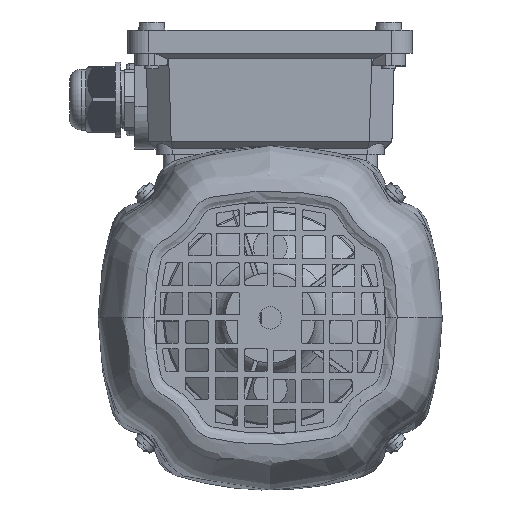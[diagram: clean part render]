
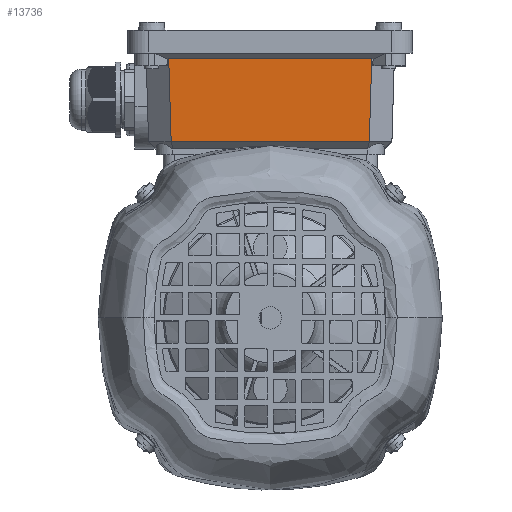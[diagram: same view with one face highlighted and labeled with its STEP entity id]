
A CAD part, top view. The second image highlights one B-rep face of the part: STEP entity #13736.
In plain terms, the highlighted planar face has unit normal (0, -0.029, 1).
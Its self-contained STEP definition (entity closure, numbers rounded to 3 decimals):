
#1476=PLANE('',#52838);
#3386=FACE_OUTER_BOUND('',#19932,.T.);
#6326=LINE('',#78614,#10222);
#6336=LINE('',#78635,#10232);
#6337=LINE('',#78637,#10233);
#6338=LINE('',#78639,#10234);
#10222=VECTOR('',#60624,1.);
#10232=VECTOR('',#60648,1.);
#10233=VECTOR('',#60649,1.);
#10234=VECTOR('',#60650,1.);
#13736=ADVANCED_FACE('',(#3386),#1476,.F.);
#19932=EDGE_LOOP('',(#26996,#26997,#26998,#26999));
#26996=ORIENTED_EDGE('',*,*,#44292,.F.);
#26997=ORIENTED_EDGE('',*,*,#44303,.T.);
#26998=ORIENTED_EDGE('',*,*,#44304,.T.);
#26999=ORIENTED_EDGE('',*,*,#44305,.T.);
#38577=VERTEX_POINT('',#78613);
#38578=VERTEX_POINT('',#78615);
#38582=VERTEX_POINT('',#78636);
#38583=VERTEX_POINT('',#78638);
#44292=EDGE_CURVE('',#38577,#38578,#6326,.T.);
#44303=EDGE_CURVE('',#38577,#38582,#6336,.T.);
#44304=EDGE_CURVE('',#38582,#38583,#6337,.T.);
#44305=EDGE_CURVE('',#38583,#38578,#6338,.T.);
#52838=AXIS2_PLACEMENT_3D('',#78640,#60651,#60652);
#60624=DIRECTION('',(1.,0.,0.));
#60648=DIRECTION('',(0.029,-0.999,-0.029));
#60649=DIRECTION('',(1.,0.,0.));
#60650=DIRECTION('',(0.029,0.999,0.029));
#60651=DIRECTION('',(0.,0.029,-1.));
#60652=DIRECTION('',(-1.,0.,0.));
#78613=CARTESIAN_POINT('',(-35.997,92.,93.));
#78614=CARTESIAN_POINT('',(0.,92.,93.));
#78615=CARTESIAN_POINT('',(35.997,92.,93.));
#78635=CARTESIAN_POINT('',(-35.965,90.943,92.969));
#78636=CARTESIAN_POINT('',(-35.129,62.5,92.132));
#78637=CARTESIAN_POINT('',(0.,62.5,92.132));
#78638=CARTESIAN_POINT('',(35.129,62.5,92.132));
#78639=CARTESIAN_POINT('',(35.965,90.943,92.969));
#78640=CARTESIAN_POINT('',(0.,92.,93.));
